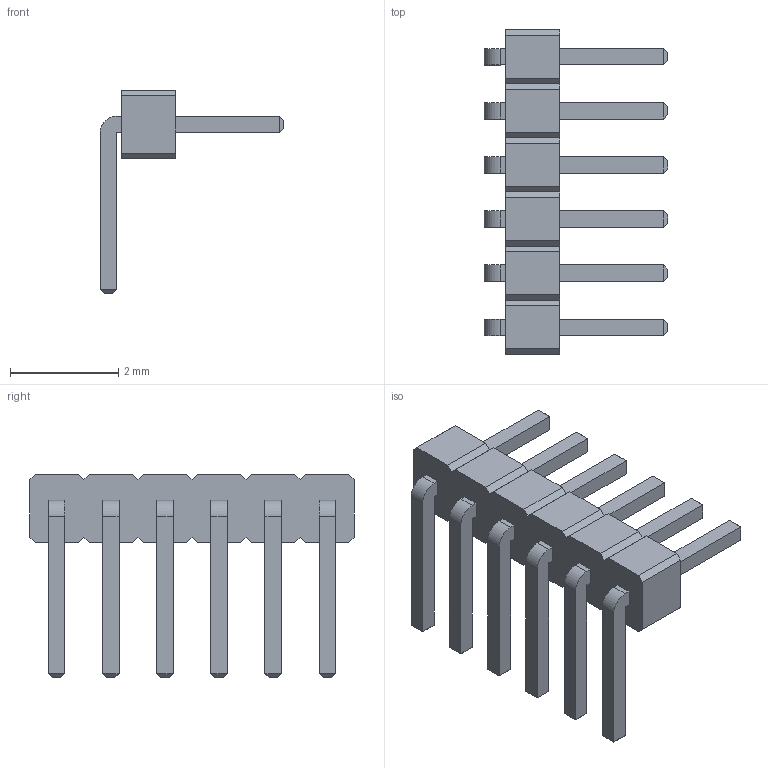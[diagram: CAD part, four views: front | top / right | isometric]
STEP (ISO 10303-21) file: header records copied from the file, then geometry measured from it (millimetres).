
FILE_DESCRIPTION(/* description */ ('model of PinHeader_1x06_P1.00mm_Horizontal'),/* implementation_level */ '2;1');
FILE_NAME(/* name */ 'PinHeader_1x06_P1.00mm_Horizontal.step',/* time_stamp */ '2017-12-02T01:50:56',/* author */ ('kicad StepUp','ksu'),/* organization */ ('FreeCAD'),/* preprocessor_version */ 'OCC',/* originating_system */ 'kicad StepUp',/* authorisation */ '');
FILE_SCHEMA(('AUTOMOTIVE_DESIGN_CC2 { 1 2 10303 214 -1 1 5 4 }'));
Length unit declared in the file: millimetre
Products named in the file (1): PinHeader_1x06_P100mm_Horizontal
Bounding box: 3.4 x 6 x 3.77 mm (x, y, z)
Volume: 10.3 mm3; surface area: 67.7 mm2
Topology: 1 solids, 1 shells, 166 faces, 408 edges, 256 vertices
Faces by surface type: plane 160, cylinder 6
Entity records: 5915 total; most frequent: CARTESIAN_POINT 831, ORIENTED_EDGE 816, DIRECTION 754, EDGE_CURVE 408, LINE 396, VECTOR 396, VERTEX_POINT 256, AXIS2_PLACEMENT_3D 179
